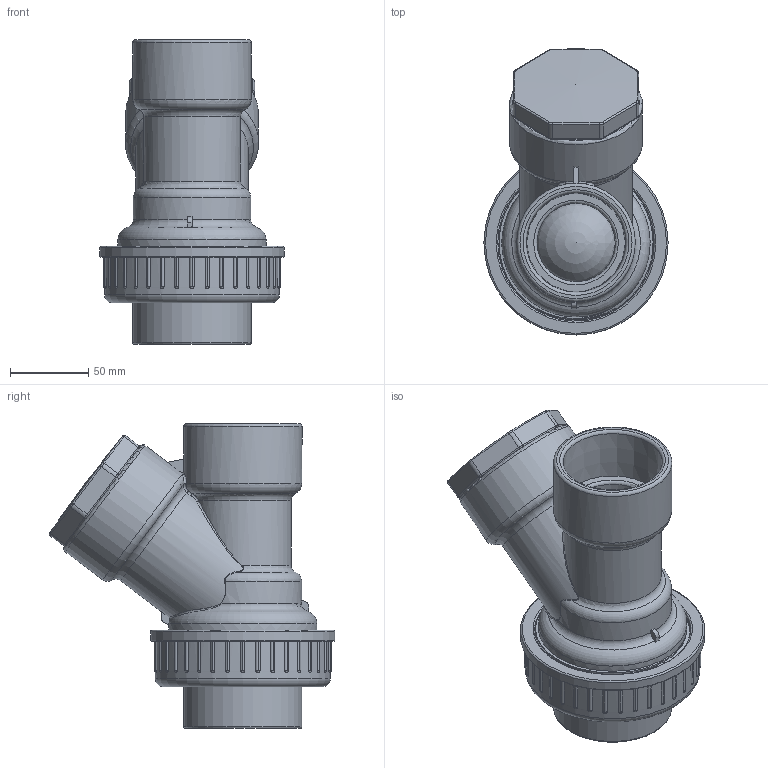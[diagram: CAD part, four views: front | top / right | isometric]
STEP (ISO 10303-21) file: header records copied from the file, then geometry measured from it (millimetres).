
FILE_DESCRIPTION(/* description */ (''),/* implementation_level */ '2;1');
FILE_NAME(/* name */ '63Y型止回阀（透明）.stp',/* time_stamp */ '2023-07-29T08:43:15+08:00',/* author */ (''),/* organization */ (''),/* preprocessor_version */ 'ST-DEVELOPER v16',/* originating_system */ 'SIEMENS PLM Software NX 10.0',/* authorisation */ '');
FILE_SCHEMA (('AUTOMOTIVE_DESIGN { 1 0 10303 214 3 1 1 1 }'));
Length unit declared in the file: millimetre
Products named in the file (1): gelv0BF02830j72b
Bounding box: 117.6 x 182.48 x 194.5 mm (x, y, z)
Volume: 423669.7 mm3; surface area: 260291 mm2
Topology: 10 solids, 11 shells, 367 faces, 944 edges, 609 vertices
Faces by surface type: cylinder 168, bspline 77, plane 65, torus 46, cone 8, sphere 3
Full cylindrical faces by diameter (mm): 49 x1, 49.8 x1, 50 x1, 50.2 x1, 59.8 x1, 60.1 x1, 62.8 x1, 64 x2, 64.2 x1, 64.3 x1, 67.619 x10, 69 x2, 69.5 x1, 72.161 x9, 72.226 x11, 75.4 x1, 75.5 x1, 75.6 x1, 75.7 x1, 76 x1, 77.4 x1, 77.9 x1, 79.2 x1, 84 x1, 85 x1, 87.7 x1, 89.6 x1, 94.6 x5, 99.9 x6, 111.7 x1
Entity records: 22574 total; most frequent: CARTESIAN_POINT 15302, DIRECTION 1481, ORIENTED_EDGE 1450, EDGE_CURVE 725, AXIS2_PLACEMENT_3D 653, VERTEX_POINT 498, EDGE_LOOP 420, CIRCLE 390
